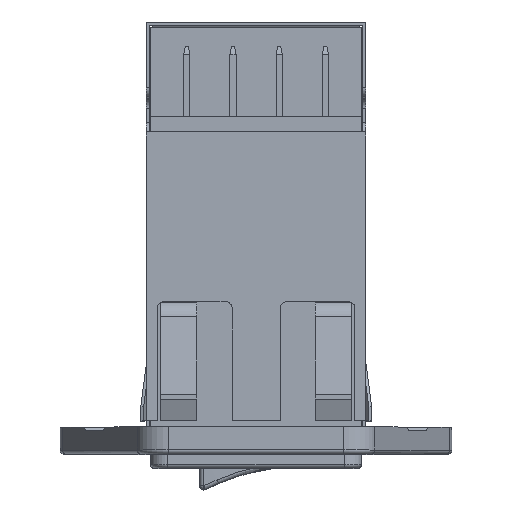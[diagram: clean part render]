
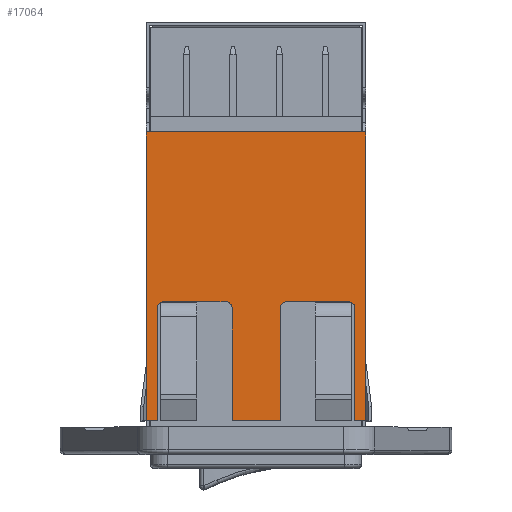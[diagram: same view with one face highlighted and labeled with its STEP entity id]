
A CAD part, top view. The second image highlights one B-rep face of the part: STEP entity #17064.
In plain terms, the highlighted planar face has unit normal (0, 0, 1).
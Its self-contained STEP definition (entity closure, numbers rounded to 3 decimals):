
#3523=DIRECTION('',(-1.,0.,0.));
#3524=VECTOR('',#3523,1.397);
#3525=CARTESIAN_POINT('',(-12.446,0.813,26.619));
#3526=LINE('',#3525,#3524);
#3539=CARTESIAN_POINT('',(11.735,15.037,26.619));
#3540=DIRECTION('',(0.,0.,-1.));
#3541=DIRECTION('',(0.,1.,0.));
#3542=AXIS2_PLACEMENT_3D('',#3539,#3540,#3541);
#3544=CARTESIAN_POINT('',(3.835,15.037,26.619));
#3545=DIRECTION('',(0.,0.,-1.));
#3546=DIRECTION('',(-1.,0.,0.));
#3547=AXIS2_PLACEMENT_3D('',#3544,#3545,#3546);
#3549=CARTESIAN_POINT('',(-3.785,15.037,26.619));
#3550=DIRECTION('',(0.,0.,-1.));
#3551=DIRECTION('',(0.,1.,0.));
#3552=AXIS2_PLACEMENT_3D('',#3549,#3550,#3551);
#3554=CARTESIAN_POINT('',(-11.684,15.037,26.619));
#3555=DIRECTION('',(0.,0.,-1.));
#3556=DIRECTION('',(-1.,0.,0.));
#3557=AXIS2_PLACEMENT_3D('',#3554,#3555,#3556);
#3559=DIRECTION('',(0.,-1.,0.));
#3560=VECTOR('',#3559,36.449);
#3561=CARTESIAN_POINT('',(-13.843,37.262,26.619));
#3562=LINE('',#3561,#3560);
#3563=DIRECTION('',(0.,1.,0.));
#3564=VECTOR('',#3563,36.449);
#3565=CARTESIAN_POINT('',(13.894,0.813,26.619));
#3566=LINE('',#3565,#3564);
#3579=DIRECTION('',(-1.,0.,0.));
#3580=VECTOR('',#3579,1.397);
#3581=CARTESIAN_POINT('',(13.894,0.813,26.619));
#3582=LINE('',#3581,#3580);
#3647=DIRECTION('',(1.,0.,0.));
#3648=VECTOR('',#3647,27.737);
#3649=CARTESIAN_POINT('',(-13.843,37.262,26.619));
#3650=LINE('',#3649,#3648);
#3743=DIRECTION('',(0.,-1.,0.));
#3744=VECTOR('',#3743,14.224);
#3745=CARTESIAN_POINT('',(-12.446,15.037,26.619));
#3746=LINE('',#3745,#3744);
#3759=DIRECTION('',(-1.,0.,0.));
#3760=VECTOR('',#3759,7.899);
#3761=CARTESIAN_POINT('',(-3.785,15.799,26.619));
#3762=LINE('',#3761,#3760);
#3779=DIRECTION('',(0.,1.,0.));
#3780=VECTOR('',#3779,14.224);
#3781=CARTESIAN_POINT('',(-3.023,0.813,26.619));
#3782=LINE('',#3781,#3780);
#3795=DIRECTION('',(-1.,0.,0.));
#3796=VECTOR('',#3795,6.096);
#3797=CARTESIAN_POINT('',(3.073,0.813,26.619));
#3798=LINE('',#3797,#3796);
#3799=DIRECTION('',(0.,-1.,0.));
#3800=VECTOR('',#3799,14.224);
#3801=CARTESIAN_POINT('',(3.073,15.037,26.619));
#3802=LINE('',#3801,#3800);
#3815=DIRECTION('',(-1.,0.,0.));
#3816=VECTOR('',#3815,7.899);
#3817=CARTESIAN_POINT('',(11.735,15.799,26.619));
#3818=LINE('',#3817,#3816);
#3835=DIRECTION('',(0.,1.,0.));
#3836=VECTOR('',#3835,14.224);
#3837=CARTESIAN_POINT('',(12.497,0.813,26.619));
#3838=LINE('',#3837,#3836);
#10994=CARTESIAN_POINT('',(-12.446,0.813,26.619));
#10995=VERTEX_POINT('',#10994);
#10996=CARTESIAN_POINT('',(-13.843,0.813,26.619));
#10997=VERTEX_POINT('',#10996);
#11000=CARTESIAN_POINT('',(-12.446,15.037,26.619));
#11001=VERTEX_POINT('',#11000);
#11002=CARTESIAN_POINT('',(-11.684,15.799,26.619));
#11003=VERTEX_POINT('',#11002);
#11006=CARTESIAN_POINT('',(-3.785,15.799,26.619));
#11007=VERTEX_POINT('',#11006);
#11010=CARTESIAN_POINT('',(-3.023,15.037,26.619));
#11011=VERTEX_POINT('',#11010);
#11014=CARTESIAN_POINT('',(-3.023,0.813,26.619));
#11016=VERTEX_POINT('',#11014);
#11019=CARTESIAN_POINT('',(3.073,0.813,26.619));
#11021=VERTEX_POINT('',#11019);
#11024=CARTESIAN_POINT('',(3.073,15.037,26.619));
#11025=VERTEX_POINT('',#11024);
#11026=CARTESIAN_POINT('',(3.835,15.799,26.619));
#11027=VERTEX_POINT('',#11026);
#11030=CARTESIAN_POINT('',(11.735,15.799,26.619));
#11031=VERTEX_POINT('',#11030);
#11034=CARTESIAN_POINT('',(12.497,15.037,26.619));
#11035=VERTEX_POINT('',#11034);
#11038=CARTESIAN_POINT('',(12.497,0.813,26.619));
#11040=VERTEX_POINT('',#11038);
#11104=CARTESIAN_POINT('',(-13.843,37.262,26.619));
#11105=VERTEX_POINT('',#11104);
#11134=CARTESIAN_POINT('',(13.894,0.813,26.619));
#11135=VERTEX_POINT('',#11134);
#11136=CARTESIAN_POINT('',(13.894,37.262,26.619));
#11137=VERTEX_POINT('',#11136);
#17028=CARTESIAN_POINT('',(0.025,25.425,26.619));
#17029=DIRECTION('',(0.,0.,-1.));
#17030=DIRECTION('',(1.,0.,0.));
#17031=AXIS2_PLACEMENT_3D('',#17028,#17029,#17030);
#17032=PLANE('',#17031);
#17034=ORIENTED_EDGE('',*,*,#17033,.T.);
#17036=ORIENTED_EDGE('',*,*,#17035,.T.);
#17038=ORIENTED_EDGE('',*,*,#17037,.F.);
#17040=ORIENTED_EDGE('',*,*,#17039,.T.);
#17042=ORIENTED_EDGE('',*,*,#17041,.F.);
#17044=ORIENTED_EDGE('',*,*,#17043,.T.);
#17046=ORIENTED_EDGE('',*,*,#17045,.T.);
#17048=ORIENTED_EDGE('',*,*,#17047,.T.);
#17050=ORIENTED_EDGE('',*,*,#17049,.F.);
#17052=ORIENTED_EDGE('',*,*,#17051,.T.);
#17054=ORIENTED_EDGE('',*,*,#17053,.F.);
#17056=ORIENTED_EDGE('',*,*,#17055,.T.);
#17057=ORIENTED_EDGE('',*,*,#17018,.T.);
#17058=ORIENTED_EDGE('',*,*,#16599,.F.);
#17060=ORIENTED_EDGE('',*,*,#17059,.T.);
#17061=ORIENTED_EDGE('',*,*,#15204,.F.);
#17062=EDGE_LOOP('',(#17034,#17036,#17038,#17040,#17042,#17044,#17046,#17048,
#17050,#17052,#17054,#17056,#17057,#17058,#17060,#17061));
#17063=FACE_OUTER_BOUND('',#17062,.F.);
#17064=ADVANCED_FACE('',(#17063),#17032,.F.);
#3543=CIRCLE('',#3542,0.762);
#3548=CIRCLE('',#3547,0.762);
#3553=CIRCLE('',#3552,0.762);
#3558=CIRCLE('',#3557,0.762);
#15204=EDGE_CURVE('',#11135,#11137,#3566,.T.);
#16599=EDGE_CURVE('',#11105,#10997,#3562,.T.);
#17018=EDGE_CURVE('',#10995,#10997,#3526,.T.);
#17033=EDGE_CURVE('',#11135,#11040,#3582,.T.);
#17035=EDGE_CURVE('',#11040,#11035,#3838,.T.);
#17037=EDGE_CURVE('',#11031,#11035,#3543,.T.);
#17039=EDGE_CURVE('',#11031,#11027,#3818,.T.);
#17041=EDGE_CURVE('',#11025,#11027,#3548,.T.);
#17043=EDGE_CURVE('',#11025,#11021,#3802,.T.);
#17045=EDGE_CURVE('',#11021,#11016,#3798,.T.);
#17047=EDGE_CURVE('',#11016,#11011,#3782,.T.);
#17049=EDGE_CURVE('',#11007,#11011,#3553,.T.);
#17051=EDGE_CURVE('',#11007,#11003,#3762,.T.);
#17053=EDGE_CURVE('',#11001,#11003,#3558,.T.);
#17055=EDGE_CURVE('',#11001,#10995,#3746,.T.);
#17059=EDGE_CURVE('',#11105,#11137,#3650,.T.);
